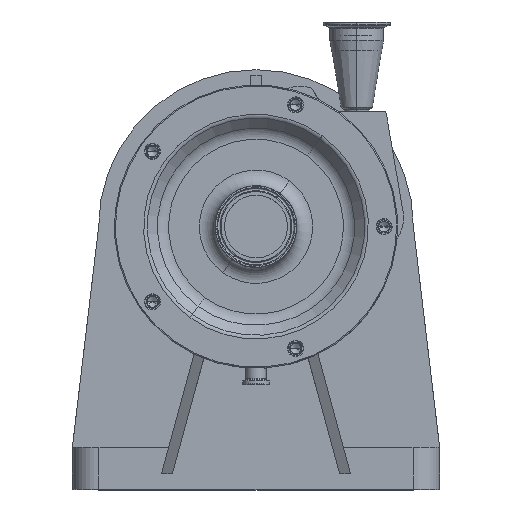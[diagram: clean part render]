
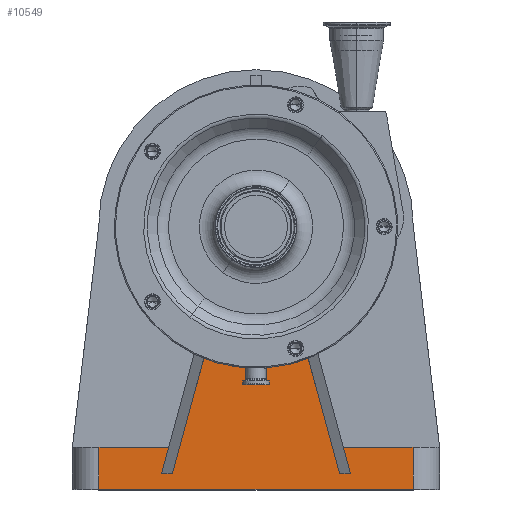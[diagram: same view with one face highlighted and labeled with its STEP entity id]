
A CAD part, top view. The second image highlights one B-rep face of the part: STEP entity #10549.
In plain terms, the highlighted planar face has unit normal (0, 0, 1).
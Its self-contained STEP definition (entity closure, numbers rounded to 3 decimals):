
#59 = EDGE_CURVE ( 'NONE', #571, #1946, #760, .T. ) ;
#200 = EDGE_CURVE ( 'NONE', #1946, #6307, #5346, .T. ) ;
#302 = VECTOR ( 'NONE', #5234, 1000. ) ;
#571 = VERTEX_POINT ( 'NONE', #5277 ) ;
#573 = EDGE_CURVE ( 'NONE', #2415, #5905, #1001, .T. ) ;
#708 = CARTESIAN_POINT ( 'NONE',  ( 0., 15., -80. ) ) ;
#755 = DIRECTION ( 'NONE',  ( -1., 0., 0. ) ) ;
#760 = LINE ( 'NONE', #7634, #4673 ) ;
#1001 = LINE ( 'NONE', #8674, #302 ) ;
#1028 = CARTESIAN_POINT ( 'NONE',  ( 149.6, 40., -80. ) ) ;
#1085 = ORIENTED_EDGE ( 'NONE', *, *, #573, .F. ) ;
#1140 = DIRECTION ( 'NONE',  ( 1., 0., 0. ) ) ;
#1315 = PLANE ( 'NONE',  #2127 ) ;
#1453 = ORIENTED_EDGE ( 'NONE', *, *, #1813, .T. ) ;
#1787 = EDGE_CURVE ( 'NONE', #7486, #6307, #10518, .T. ) ;
#1813 = EDGE_CURVE ( 'NONE', #2415, #2118, #1989, .T. ) ;
#1946 = VERTEX_POINT ( 'NONE', #4346 ) ;
#1989 = LINE ( 'NONE', #2112, #2080 ) ;
#2080 = VECTOR ( 'NONE', #2850, 1000. ) ;
#2112 = CARTESIAN_POINT ( 'NONE',  ( -67.186, 98.928, -80. ) ) ;
#2118 = VERTEX_POINT ( 'NONE', #3159 ) ;
#2127 = AXIS2_PLACEMENT_3D ( 'NONE', #4743, #8151, #755 ) ;
#2199 = VERTEX_POINT ( 'NONE', #5447 ) ;
#2244 = VECTOR ( 'NONE', #5148, 1000. ) ;
#2286 = EDGE_LOOP ( 'NONE', ( #5444, #1085, #1453, #6522, #4327, #6026, #3763, #6718, #10974, #7426, #7164, #6310 ) ) ;
#2415 = VERTEX_POINT ( 'NONE', #2720 ) ;
#2620 = DIRECTION ( 'NONE',  ( 1., 0., 0. ) ) ;
#2645 = DIRECTION ( 'NONE',  ( 0.262, -0.965, 0. ) ) ;
#2720 = CARTESIAN_POINT ( 'NONE',  ( -90., 15., -80. ) ) ;
#2850 = DIRECTION ( 'NONE',  ( 0.262, 0.965, 0. ) ) ;
#3096 = EDGE_CURVE ( 'NONE', #4291, #8532, #10950, .T. ) ;
#3159 = CARTESIAN_POINT ( 'NONE',  ( -83.204, 40., -80. ) ) ;
#3489 = DIRECTION ( 'NONE',  ( -1., 0., 0. ) ) ;
#3517 = AXIS2_PLACEMENT_3D ( 'NONE', #7072, #6854, #3489 ) ;
#3672 = LINE ( 'NONE', #10516, #10197 ) ;
#3763 = ORIENTED_EDGE ( 'NONE', *, *, #1787, .F. ) ;
#3922 = DIRECTION ( 'NONE',  ( 0., -1., 0. ) ) ;
#3929 = VECTOR ( 'NONE', #2645, 1000. ) ;
#4021 = VERTEX_POINT ( 'NONE', #4578 ) ;
#4227 = VECTOR ( 'NONE', #6901, 1000. ) ;
#4291 = VERTEX_POINT ( 'NONE', #6801 ) ;
#4327 = ORIENTED_EDGE ( 'NONE', *, *, #59, .T. ) ;
#4346 = CARTESIAN_POINT ( 'NONE',  ( -149.6, 0., -80. ) ) ;
#4454 = VECTOR ( 'NONE', #1140, 1000. ) ;
#4578 = CARTESIAN_POINT ( 'NONE',  ( 40.6, 158.613, -80. ) ) ;
#4673 = VECTOR ( 'NONE', #8328, 1000. ) ;
#4743 = CARTESIAN_POINT ( 'NONE',  ( 149.6, 40., -80. ) ) ;
#5105 = CARTESIAN_POINT ( 'NONE',  ( 90., 15., -80. ) ) ;
#5148 = DIRECTION ( 'NONE',  ( -0.262, 0.965, 0. ) ) ;
#5234 = DIRECTION ( 'NONE',  ( 1., 0., 0. ) ) ;
#5277 = CARTESIAN_POINT ( 'NONE',  ( -149.6, 40., -80. ) ) ;
#5346 = LINE ( 'NONE', #10380, #4227 ) ;
#5382 = EDGE_CURVE ( 'NONE', #10502, #8532, #7627, .T. ) ;
#5444 = ORIENTED_EDGE ( 'NONE', *, *, #6295, .T. ) ;
#5447 = CARTESIAN_POINT ( 'NONE',  ( -40.6, 158.613, -80. ) ) ;
#5905 = VERTEX_POINT ( 'NONE', #9834 ) ;
#6026 = ORIENTED_EDGE ( 'NONE', *, *, #200, .T. ) ;
#6154 = EDGE_CURVE ( 'NONE', #10502, #4021, #9284, .T. ) ;
#6295 = EDGE_CURVE ( 'NONE', #2199, #5905, #7239, .T. ) ;
#6307 = VERTEX_POINT ( 'NONE', #8972 ) ;
#6310 = ORIENTED_EDGE ( 'NONE', *, *, #9267, .T. ) ;
#6522 = ORIENTED_EDGE ( 'NONE', *, *, #7952, .F. ) ;
#6718 = ORIENTED_EDGE ( 'NONE', *, *, #10388, .F. ) ;
#6801 = CARTESIAN_POINT ( 'NONE',  ( 83.204, 40., -80. ) ) ;
#6854 = DIRECTION ( 'NONE',  ( 0., 0., -1. ) ) ;
#6901 = DIRECTION ( 'NONE',  ( 1., 0., 0. ) ) ;
#6917 = VECTOR ( 'NONE', #3922, 1000. ) ;
#7072 = CARTESIAN_POINT ( 'NONE',  ( 0., 250., -80. ) ) ;
#7075 = LINE ( 'NONE', #1028, #4454 ) ;
#7160 = CARTESIAN_POINT ( 'NONE',  ( 149.6, 40., -80. ) ) ;
#7164 = ORIENTED_EDGE ( 'NONE', *, *, #6154, .T. ) ;
#7239 = LINE ( 'NONE', #10654, #10282 ) ;
#7426 = ORIENTED_EDGE ( 'NONE', *, *, #5382, .F. ) ;
#7486 = VERTEX_POINT ( 'NONE', #8775 ) ;
#7627 = LINE ( 'NONE', #708, #8778 ) ;
#7634 = CARTESIAN_POINT ( 'NONE',  ( -149.6, 40., -80. ) ) ;
#7952 = EDGE_CURVE ( 'NONE', #571, #2118, #3672, .T. ) ;
#8132 = DIRECTION ( 'NONE',  ( -0.262, -0.965, 0. ) ) ;
#8151 = DIRECTION ( 'NONE',  ( 0., 0., -1. ) ) ;
#8228 = CARTESIAN_POINT ( 'NONE',  ( 87.773, 23.194, -80. ) ) ;
#8328 = DIRECTION ( 'NONE',  ( 0., -1., 0. ) ) ;
#8377 = CIRCLE ( 'NONE', #3517, 100. ) ;
#8463 = CARTESIAN_POINT ( 'NONE',  ( 80.35, 12.377, -80. ) ) ;
#8532 = VERTEX_POINT ( 'NONE', #5105 ) ;
#8674 = CARTESIAN_POINT ( 'NONE',  ( -90., 15., -80. ) ) ;
#8775 = CARTESIAN_POINT ( 'NONE',  ( 149.6, 40., -80. ) ) ;
#8778 = VECTOR ( 'NONE', #9308, 1000. ) ;
#8972 = CARTESIAN_POINT ( 'NONE',  ( 149.6, 0., -80. ) ) ;
#8990 = FACE_OUTER_BOUND ( 'NONE', #2286, .T. ) ;
#9267 = EDGE_CURVE ( 'NONE', #4021, #2199, #8377, .T. ) ;
#9284 = LINE ( 'NONE', #8463, #2244 ) ;
#9308 = DIRECTION ( 'NONE',  ( 1., 0., 0. ) ) ;
#9834 = CARTESIAN_POINT ( 'NONE',  ( -79.637, 15., -80. ) ) ;
#10197 = VECTOR ( 'NONE', #2620, 1000. ) ;
#10282 = VECTOR ( 'NONE', #8132, 1000. ) ;
#10380 = CARTESIAN_POINT ( 'NONE',  ( 149.6, 0., -80. ) ) ;
#10388 = EDGE_CURVE ( 'NONE', #4291, #7486, #7075, .T. ) ;
#10502 = VERTEX_POINT ( 'NONE', #10902 ) ;
#10516 = CARTESIAN_POINT ( 'NONE',  ( 149.6, 40., -80. ) ) ;
#10518 = LINE ( 'NONE', #7160, #6917 ) ;
#10549 = ADVANCED_FACE ( 'NONE', ( #8990 ), #1315, .F. ) ;
#10654 = CARTESIAN_POINT ( 'NONE',  ( -40.6, 158.613, -80. ) ) ;
#10902 = CARTESIAN_POINT ( 'NONE',  ( 79.637, 15., -80. ) ) ;
#10950 = LINE ( 'NONE', #8228, #3929 ) ;
#10974 = ORIENTED_EDGE ( 'NONE', *, *, #3096, .T. ) ;
